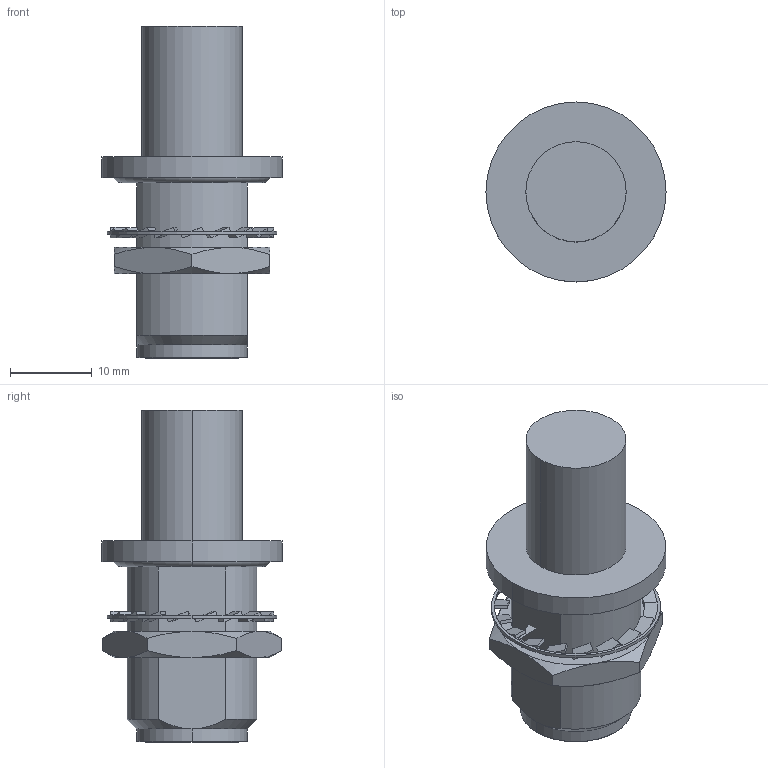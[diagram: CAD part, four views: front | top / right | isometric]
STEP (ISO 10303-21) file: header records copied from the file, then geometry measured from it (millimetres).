
FILE_DESCRIPTION (( 'STEP AP203' ), '1' );
FILE_NAME ('R161.331.060B.STEP', '2015-02-17T08:24:37', ( '' ), ( '' ), 'SwSTEP 2.0', 'SolidWorks 2014', '' );
FILE_SCHEMA (( 'CONFIG_CONTROL_DESIGN' ));
Length unit declared in the file: metre
Products named in the file (1): R161.331.060B
Bounding box: 22 x 22 x 40.57 mm (x, y, z)
Volume: 6782.6 mm3; surface area: 3568.5 mm2
Topology: 2 solids, 2 shells, 200 faces, 545 edges, 356 vertices
Faces by surface type: plane 101, cylinder 53, cone 40, torus 6
Entity records: 6784 total; most frequent: CARTESIAN_POINT 1706, ORIENTED_EDGE 1090, DIRECTION 1011, EDGE_CURVE 545, AXIS2_PLACEMENT_3D 409, VERTEX_POINT 356, EDGE_LOOP 249, CIRCLE 208
